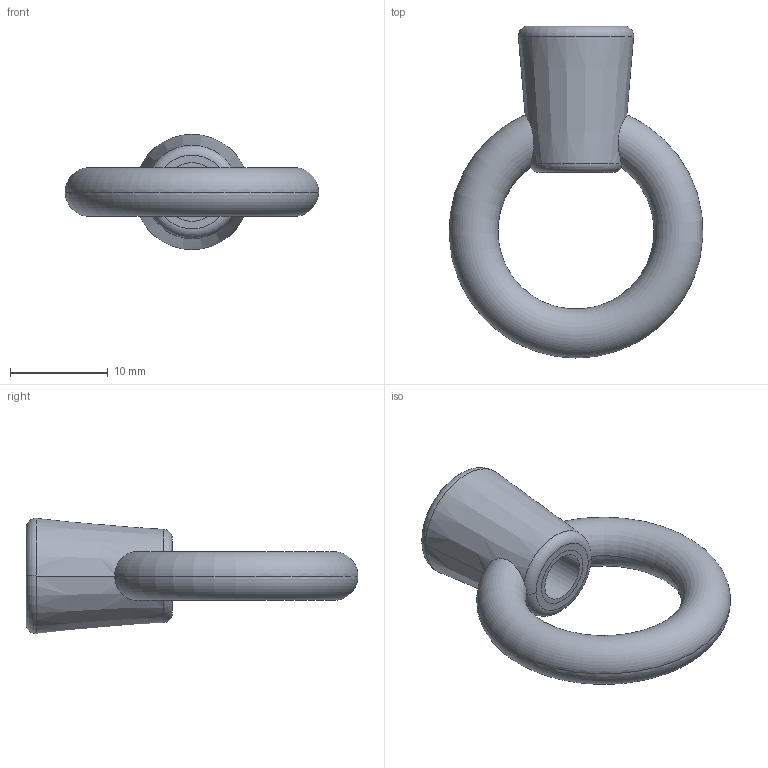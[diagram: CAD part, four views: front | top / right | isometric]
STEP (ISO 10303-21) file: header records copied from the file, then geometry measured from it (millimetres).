
FILE_DESCRIPTION((''),'2;1');
FILE_NAME('2797_COSCH_EDELSTAHLTECHNIK','2021-09-26T12:52:00',('Gogel'),('CAD_Service Gogel'),'CREO PARAMETRIC BY PTC INC, 2018420','CREO PARAMETRIC BY PTC INC, 2018420','');
FILE_SCHEMA(('AUTOMOTIVE_DESIGN { 1 0 10303 214 1 1 1 1 }'));
Length unit declared in the file: millimetre
Products named in the file (1): 2797_COSCH_EDELSTAHLTECHNIK
Bounding box: 25.98 x 34 x 11.81 mm (x, y, z)
Volume: 2144.8 mm3; surface area: 1977.1 mm2
Topology: 1 solids, 2 shells, 14 faces, 40 edges, 26 vertices
Faces by surface type: torus 6, cylinder 4, cone 2, plane 2
Entity records: 938 total; most frequent: CARTESIAN_POINT 204, DIRECTION 121, ORIENTED_EDGE 72, AXIS2_PLACEMENT_3D 53, COLOUR_RGB 40, EDGE_CURVE 38, PROPERTY_DEFINITION 30, REPRESENTATION 28
